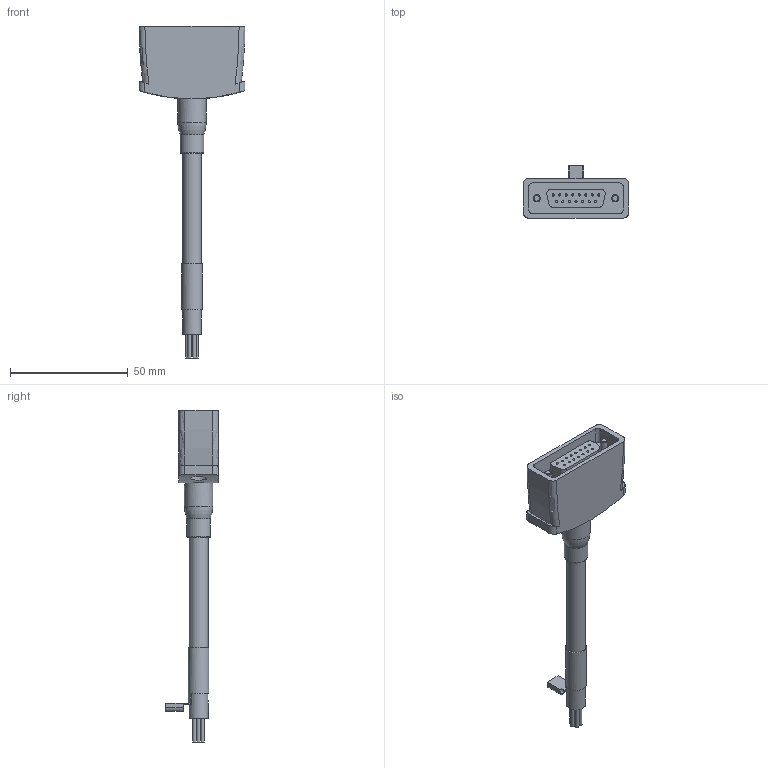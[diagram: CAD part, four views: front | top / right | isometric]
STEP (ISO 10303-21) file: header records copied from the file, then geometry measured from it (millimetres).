
FILE_DESCRIPTION(/* description */ ('STEP AP214'),/* implementation_level */ '2;1');
FILE_NAME(/* name */ '1450835_NEBM-S1G15-E-2_5-Q7-LE6',/* time_stamp */ '2024-09-12T19:28:19+02:00',/* author */ ('License CC BY-ND 4.0'),/* organization */ ('CADENAS'),/* preprocessor_version */ 'ST-DEVELOPER v19.3',/* originating_system */ 'PARTsolutions',/* authorisation */ ' ');
FILE_SCHEMA (('AUTOMOTIVE_DESIGN {1 0 10303 214 3 1 1}'));
Length unit declared in the file: millimetre
Products named in the file (1): 1450835 NEBM-S1G15-E-2.5-Q7-LE6
Bounding box: 45 x 22.4 x 141 mm (x, y, z)
Volume: 25671.3 mm3; surface area: 10605.3 mm2
Topology: 1 solids, 1 shells, 151 faces, 341 edges, 226 vertices
Faces by surface type: plane 89, cylinder 53, torus 7, cone 2
Full cylindrical faces by diameter (mm): 0.92 x15, 1.5 x6, 3 x2, 6.41 x2, 7 x2, 8 x2, 8.8 x1, 10 x1, 12 x1
Entity records: 5149 total; most frequent: CARTESIAN_POINT 754, DIRECTION 698, ORIENTED_EDGE 600, EDGE_CURVE 300, AXIS2_PLACEMENT_3D 261, VERTEX_POINT 222, EDGE_LOOP 222, FACE_BOUND 222
